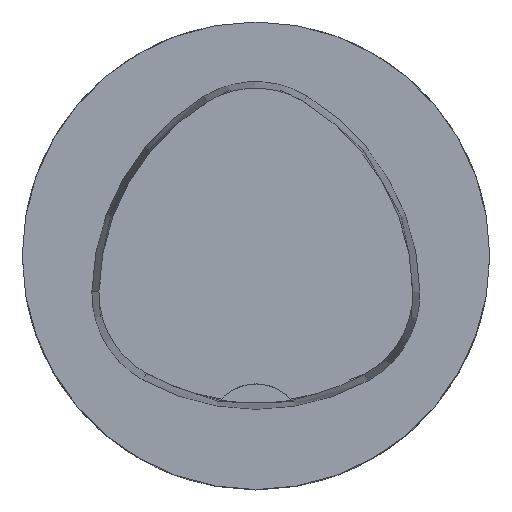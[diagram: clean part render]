
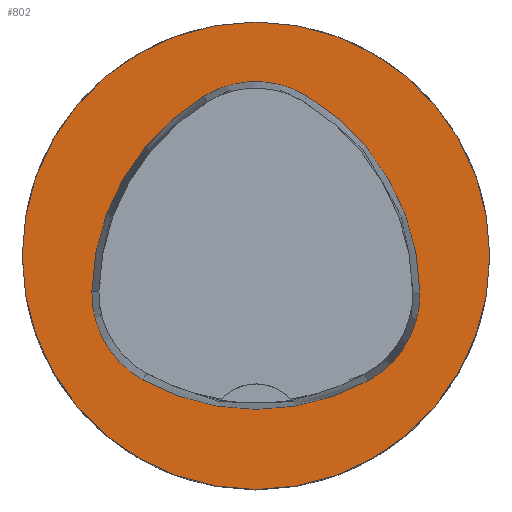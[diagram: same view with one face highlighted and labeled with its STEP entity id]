
A CAD part, top view. The second image highlights one B-rep face of the part: STEP entity #802.
In plain terms, the highlighted planar face has unit normal (0, 0, 1).
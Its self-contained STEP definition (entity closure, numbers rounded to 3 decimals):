
#56=PLANE('',#5814);
#802=ADVANCED_FACE('',(#2180,#2181),#56,.T.);
#2180=FACE_BOUND('',#2265,.T.);
#2181=FACE_BOUND('',#2266,.T.);
#2265=EDGE_LOOP('',(#2665,#2666,#2667,#2668,#2669,#2670));
#2266=EDGE_LOOP('',(#2671));
#2665=ORIENTED_EDGE('',*,*,#4840,.T.);
#2666=ORIENTED_EDGE('',*,*,#4841,.T.);
#2667=ORIENTED_EDGE('',*,*,#4842,.T.);
#2668=ORIENTED_EDGE('',*,*,#4843,.T.);
#2669=ORIENTED_EDGE('',*,*,#4844,.T.);
#2670=ORIENTED_EDGE('',*,*,#4845,.T.);
#2671=ORIENTED_EDGE('',*,*,#4803,.F.);
#4246=VERTEX_POINT('',#7660);
#4274=VERTEX_POINT('',#7961);
#4275=VERTEX_POINT('',#7962);
#4276=VERTEX_POINT('',#7964);
#4277=VERTEX_POINT('',#7966);
#4278=VERTEX_POINT('',#7968);
#4279=VERTEX_POINT('',#7970);
#4803=EDGE_CURVE('',#4246,#4246,#5611,.T.);
#4840=EDGE_CURVE('',#4274,#4275,#5621,.T.);
#4841=EDGE_CURVE('',#4275,#4276,#5622,.T.);
#4842=EDGE_CURVE('',#4276,#4277,#5623,.T.);
#4843=EDGE_CURVE('',#4277,#4278,#5624,.T.);
#4844=EDGE_CURVE('',#4278,#4279,#5625,.T.);
#4845=EDGE_CURVE('',#4279,#4274,#5626,.T.);
#5611=CIRCLE('',#5772,20.);
#5621=CIRCLE('',#5808,8.5);
#5622=CIRCLE('',#5809,20.);
#5623=CIRCLE('',#5810,8.5);
#5624=CIRCLE('',#5811,20.);
#5625=CIRCLE('',#5812,8.5);
#5626=CIRCLE('',#5813,20.);
#5772=AXIS2_PLACEMENT_3D('',#7659,#6241,#6242);
#5808=AXIS2_PLACEMENT_3D('',#7960,#6325,#6326);
#5809=AXIS2_PLACEMENT_3D('',#7963,#6327,#6328);
#5810=AXIS2_PLACEMENT_3D('',#7965,#6329,#6330);
#5811=AXIS2_PLACEMENT_3D('',#7967,#6331,#6332);
#5812=AXIS2_PLACEMENT_3D('',#7969,#6333,#6334);
#5813=AXIS2_PLACEMENT_3D('',#7971,#6335,#6336);
#5814=AXIS2_PLACEMENT_3D('',#7972,#6337,#6338);
#6241=DIRECTION('',(0.,0.,-1.));
#6242=DIRECTION('',(-1.,0.,0.));
#6325=DIRECTION('',(0.,0.,-1.));
#6326=DIRECTION('',(-1.,0.,0.));
#6327=DIRECTION('',(0.,0.,-1.));
#6328=DIRECTION('',(-1.,0.,0.));
#6329=DIRECTION('',(0.,0.,-1.));
#6330=DIRECTION('',(-1.,0.,0.));
#6331=DIRECTION('',(0.,0.,-1.));
#6332=DIRECTION('',(-1.,0.,0.));
#6333=DIRECTION('',(0.,0.,-1.));
#6334=DIRECTION('',(-1.,0.,0.));
#6335=DIRECTION('',(0.,0.,-1.));
#6336=DIRECTION('',(-1.,0.,0.));
#6337=DIRECTION('',(0.,0.,1.));
#6338=DIRECTION('',(1.,0.,0.));
#7659=CARTESIAN_POINT('',(0.,0.,0.));
#7660=CARTESIAN_POINT('',(-20.,0.,0.));
#7960=CARTESIAN_POINT('',(-5.543,-3.2,0.));
#7961=CARTESIAN_POINT('',(-9.655,-10.639,0.));
#7962=CARTESIAN_POINT('',(-14.041,-3.042,0.));
#7963=CARTESIAN_POINT('',(5.955,-3.414,0.));
#7964=CARTESIAN_POINT('',(-4.472,13.653,0.));
#7965=CARTESIAN_POINT('',(-0.04,6.4,0.));
#7966=CARTESIAN_POINT('',(4.347,13.68,0.));
#7967=CARTESIAN_POINT('',(-5.976,-3.45,0.));
#7968=CARTESIAN_POINT('',(14.021,-3.075,0.));
#7969=CARTESIAN_POINT('',(5.522,-3.235,0.));
#7970=CARTESIAN_POINT('',(9.588,-10.699,0.));
#7971=CARTESIAN_POINT('',(0.022,6.864,0.));
#7972=CARTESIAN_POINT('',(0.,0.,0.));
